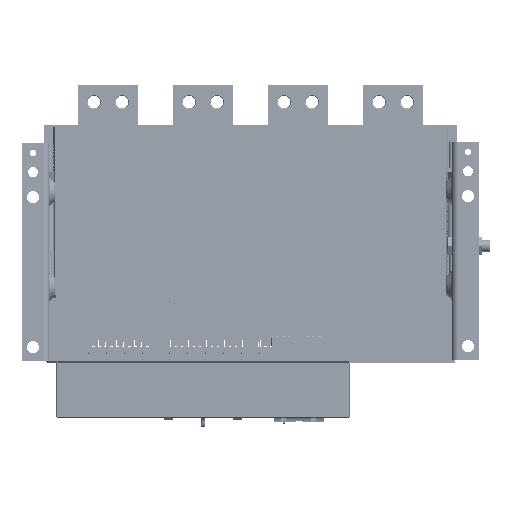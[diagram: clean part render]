
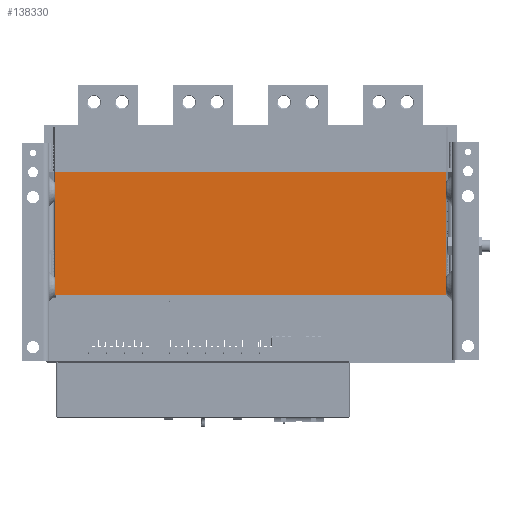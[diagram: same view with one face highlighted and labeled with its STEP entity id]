
A CAD part, front view. The second image highlights one B-rep face of the part: STEP entity #138330.
In plain terms, the highlighted planar face has unit normal (0, -1, -0.008).
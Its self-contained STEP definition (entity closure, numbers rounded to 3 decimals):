
#1888=DIRECTION('',(1.,0.,0.));
#1889=VECTOR('',#1888,1.5);
#1890=CARTESIAN_POINT('',(11.,1.,0.));
#1891=LINE('',#1890,#1889);
#2058=DIRECTION('',(0.,0.008,-1.));
#2059=VECTOR('',#2058,123.004);
#2060=CARTESIAN_POINT('',(11.,0.,123.));
#2061=LINE('',#2060,#2059);
#13736=DIRECTION('',(1.,0.,0.));
#13737=VECTOR('',#13736,2.);
#13738=CARTESIAN_POINT('',(400.,1.,0.));
#13739=LINE('',#13738,#13737);
#13748=DIRECTION('',(-1.,0.,0.));
#13749=VECTOR('',#13748,387.5);
#13750=CARTESIAN_POINT('',(400.,1.,0.));
#13751=LINE('',#13750,#13749);
#38514=DIRECTION('',(0.,-0.008,1.));
#38515=VECTOR('',#38514,123.004);
#38516=CARTESIAN_POINT('',(402.,1.,0.));
#38517=LINE('',#38516,#38515);
#42038=DIRECTION('',(-1.,0.,0.));
#42039=VECTOR('',#42038,391.);
#42040=CARTESIAN_POINT('',(402.,0.,123.));
#42041=LINE('',#42040,#42039);
#98224=CARTESIAN_POINT('',(12.5,1.,0.));
#98226=VERTEX_POINT('',#98224);
#98254=CARTESIAN_POINT('',(11.,1.,0.));
#98255=VERTEX_POINT('',#98254);
#100724=CARTESIAN_POINT('',(400.,1.,0.));
#100726=VERTEX_POINT('',#100724);
#100734=CARTESIAN_POINT('',(402.,1.,0.));
#100735=VERTEX_POINT('',#100734);
#100738=CARTESIAN_POINT('',(11.,0.,123.));
#100739=VERTEX_POINT('',#100738);
#100740=CARTESIAN_POINT('',(402.,0.,123.));
#100741=VERTEX_POINT('',#100740);
#138314=CARTESIAN_POINT('',(206.5,0.5,61.5));
#138315=DIRECTION('',(0.,1.,0.008));
#138316=DIRECTION('',(0.,-0.008,1.));
#138317=AXIS2_PLACEMENT_3D('',#138314,#138315,#138316);
#138318=PLANE('',#138317);
#138320=ORIENTED_EDGE('',*,*,#138319,.T.);
#138321=ORIENTED_EDGE('',*,*,#127446,.F.);
#138322=ORIENTED_EDGE('',*,*,#127645,.F.);
#138324=ORIENTED_EDGE('',*,*,#138323,.F.);
#138326=ORIENTED_EDGE('',*,*,#138325,.F.);
#138327=ORIENTED_EDGE('',*,*,#138305,.F.);
#138328=EDGE_LOOP('',(#138320,#138321,#138322,#138324,#138326,#138327));
#138329=FACE_OUTER_BOUND('',#138328,.F.);
#138330=ADVANCED_FACE('',(#138329),#138318,.F.);
#127446=EDGE_CURVE('',#98255,#98226,#1891,.T.);
#127645=EDGE_CURVE('',#100739,#98255,#2061,.T.);
#138305=EDGE_CURVE('',#100726,#100735,#13739,.T.);
#138319=EDGE_CURVE('',#100726,#98226,#13751,.T.);
#138323=EDGE_CURVE('',#100741,#100739,#42041,.T.);
#138325=EDGE_CURVE('',#100735,#100741,#38517,.T.);
